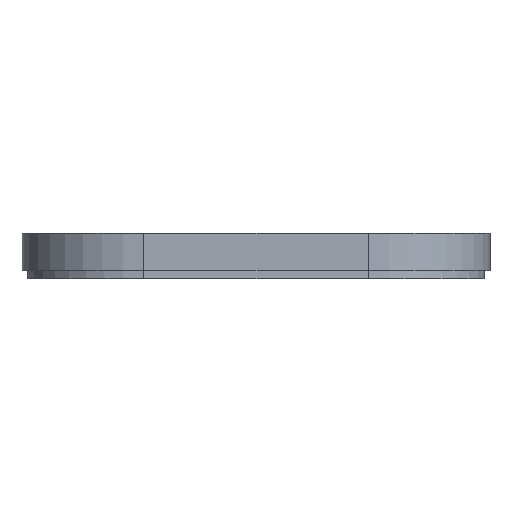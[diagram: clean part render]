
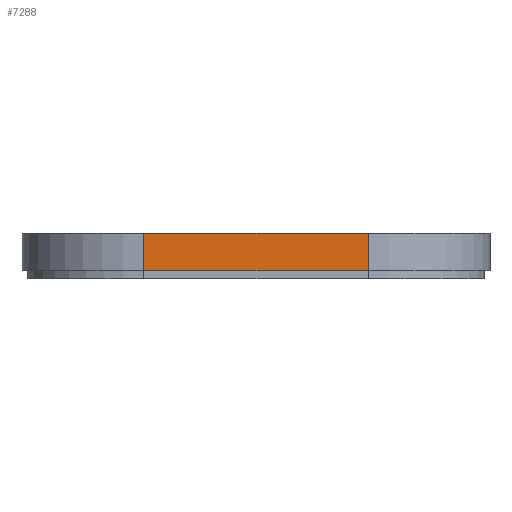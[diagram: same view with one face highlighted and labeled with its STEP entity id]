
A CAD part, left-side view. The second image highlights one B-rep face of the part: STEP entity #7288.
In plain terms, the highlighted planar face has unit normal (-1, 0, 0).
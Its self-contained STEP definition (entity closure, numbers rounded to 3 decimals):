
#345=PLANE('',#8057);
#745=FACE_OUTER_BOUND('',#1220,.T.);
#1220=EDGE_LOOP('',(#6594,#6595,#6596,#6597));
#1623=LINE('',#10354,#2281);
#2255=LINE('',#12450,#2913);
#2256=LINE('',#12452,#2914);
#2257=LINE('',#12453,#2915);
#2281=VECTOR('',#8140,10.);
#2913=VECTOR('',#10244,10.);
#2914=VECTOR('',#10245,10.);
#2915=VECTOR('',#10246,10.);
#2959=VERTEX_POINT('',#10351);
#2960=VERTEX_POINT('',#10353);
#3600=VERTEX_POINT('',#12449);
#3601=VERTEX_POINT('',#12451);
#3644=EDGE_CURVE('',#2959,#2960,#1623,.T.);
#4633=EDGE_CURVE('',#3600,#2959,#2255,.T.);
#4634=EDGE_CURVE('',#3601,#3600,#2256,.T.);
#4635=EDGE_CURVE('',#3601,#2960,#2257,.T.);
#6594=ORIENTED_EDGE('',*,*,#4633,.F.);
#6595=ORIENTED_EDGE('',*,*,#4634,.F.);
#6596=ORIENTED_EDGE('',*,*,#4635,.T.);
#6597=ORIENTED_EDGE('',*,*,#3644,.F.);
#7288=ADVANCED_FACE('',(#745),#345,.T.);
#8057=AXIS2_PLACEMENT_3D('',#12448,#10242,#10243);
#8140=DIRECTION('',(0.,1.,0.));
#10242=DIRECTION('center_axis',(-1.,0.,0.));
#10243=DIRECTION('ref_axis',(0.,1.,0.));
#10244=DIRECTION('',(0.,0.,-1.));
#10245=DIRECTION('',(0.,-1.,0.));
#10246=DIRECTION('',(0.,0.,-1.));
#10351=CARTESIAN_POINT('',(-72.5,-20.775,20.5));
#10353=CARTESIAN_POINT('',(-72.5,20.775,20.5));
#10354=CARTESIAN_POINT('',(-72.5,-10.388,20.5));
#12448=CARTESIAN_POINT('Origin',(-72.5,-20.775,27.5));
#12449=CARTESIAN_POINT('',(-72.5,-20.775,27.5));
#12450=CARTESIAN_POINT('',(-72.5,-20.775,27.5));
#12451=CARTESIAN_POINT('',(-72.5,20.775,27.5));
#12452=CARTESIAN_POINT('',(-72.5,20.775,27.5));
#12453=CARTESIAN_POINT('',(-72.5,20.775,27.5));
